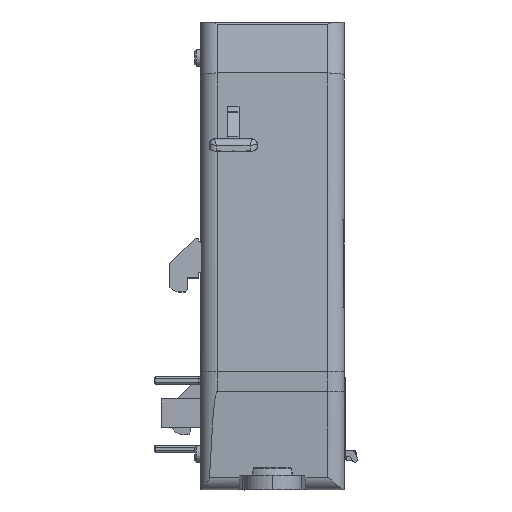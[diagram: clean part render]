
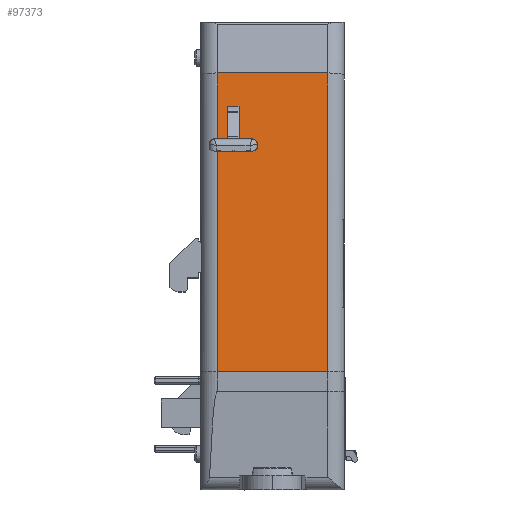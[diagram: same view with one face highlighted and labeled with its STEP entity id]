
A CAD part, front view. The second image highlights one B-rep face of the part: STEP entity #97373.
In plain terms, the highlighted planar face has unit normal (0, -0.999, 0.044).
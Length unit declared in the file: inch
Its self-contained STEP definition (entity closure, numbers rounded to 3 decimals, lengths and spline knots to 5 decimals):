
#1524 = VERTEX_POINT ( 'NONE', #19745 ) ;
#1722 = ORIENTED_EDGE ( 'NONE', *, *, #141567, .F. ) ;
#3540 = EDGE_CURVE ( 'NONE', #112947, #1524, #5237, .T. ) ;
#5237 = LINE ( 'NONE', #77720, #91609 ) ;
#10857 = DIRECTION ( 'NONE',  ( 0., -0.044, -0.999 ) ) ;
#13516 = LINE ( 'NONE', #17597, #150085 ) ;
#14161 = VERTEX_POINT ( 'NONE', #84143 ) ;
#17597 = CARTESIAN_POINT ( 'NONE',  ( 0.51828, -1.92586, -4.56957 ) ) ;
#19745 = CARTESIAN_POINT ( 'NONE',  ( -0.09629, -1.75976, -0.76539 ) ) ;
#21461 = VECTOR ( 'NONE', #136124, 39.37008 ) ;
#24211 = EDGE_CURVE ( 'NONE', #123546, #118402, #136335, .T. ) ;
#27402 = EDGE_CURVE ( 'NONE', #112947, #118402, #86246, .T. ) ;
#29266 = DIRECTION ( 'NONE',  ( 1., 0., 0. ) ) ;
#29297 = DIRECTION ( 'NONE',  ( 0., -0.044, -0.999 ) ) ;
#33441 = ORIENTED_EDGE ( 'NONE', *, *, #27402, .F. ) ;
#39892 = FACE_BOUND ( 'NONE', #47801, .T. ) ;
#42281 = CARTESIAN_POINT ( 'NONE',  ( 0.63541, -1.75976, -0.76539 ) ) ;
#43091 = ORIENTED_EDGE ( 'NONE', *, *, #63418, .T. ) ;
#46176 = VECTOR ( 'NONE', #82363, 39.37008 ) ;
#47801 = EDGE_LOOP ( 'NONE', ( #33441, #64634, #124656, #82344 ) ) ;
#48886 = CARTESIAN_POINT ( 'NONE',  ( -0.24746, -1.82827, -2.33452 ) ) ;
#58030 = VECTOR ( 'NONE', #74573, 39.37008 ) ;
#58389 = EDGE_CURVE ( 'NONE', #104839, #14161, #90452, .T. ) ;
#59193 = VECTOR ( 'NONE', #29266, 39.37008 ) ;
#60923 = EDGE_CURVE ( 'NONE', #123546, #1524, #143641, .T. ) ;
#63418 = EDGE_CURVE ( 'NONE', #14161, #133842, #114796, .T. ) ;
#64634 = ORIENTED_EDGE ( 'NONE', *, *, #3540, .T. ) ;
#65160 = CARTESIAN_POINT ( 'NONE',  ( -0.09629, -1.74776, -0.49051 ) ) ;
#70184 = AXIS2_PLACEMENT_3D ( 'NONE', #76493, #165745, #10857 ) ;
#71705 = LINE ( 'NONE', #135581, #21461 ) ;
#74573 = DIRECTION ( 'NONE',  ( -1., 0., 0. ) ) ;
#76493 = CARTESIAN_POINT ( 'NONE',  ( 0.63541, -1.92586, -4.56957 ) ) ;
#77720 = CARTESIAN_POINT ( 'NONE',  ( -0.09629, -1.92586, -4.56957 ) ) ;
#78913 = ORIENTED_EDGE ( 'NONE', *, *, #58389, .T. ) ;
#80555 = CARTESIAN_POINT ( 'NONE',  ( -0.17505, -1.75976, -0.76539 ) ) ;
#80602 = VECTOR ( 'NONE', #87658, 39.37008 ) ;
#81051 = DIRECTION ( 'NONE',  ( 0., 0.044, 0.999 ) ) ;
#82344 = ORIENTED_EDGE ( 'NONE', *, *, #24211, .T. ) ;
#82363 = DIRECTION ( 'NONE',  ( 0., 0.044, 0.999 ) ) ;
#84143 = CARTESIAN_POINT ( 'NONE',  ( -0.24746, -1.73772, -0.26054 ) ) ;
#86246 = LINE ( 'NONE', #88670, #58030 ) ;
#87658 = DIRECTION ( 'NONE',  ( 0., -0.044, -0.999 ) ) ;
#88670 = CARTESIAN_POINT ( 'NONE',  ( -0.13567, -1.74776, -0.49051 ) ) ;
#90452 = LINE ( 'NONE', #115680, #154673 ) ;
#91609 = VECTOR ( 'NONE', #29297, 39.37008 ) ;
#97373 = ADVANCED_FACE ( 'NONE', ( #112256, #39892 ), #152869, .T. ) ;
#104839 = VERTEX_POINT ( 'NONE', #165666 ) ;
#105937 = CARTESIAN_POINT ( 'NONE',  ( -0.17505, -1.74776, -0.49051 ) ) ;
#112256 = FACE_OUTER_BOUND ( 'NONE', #134449, .T. ) ;
#112947 = VERTEX_POINT ( 'NONE', #65160 ) ;
#114796 = LINE ( 'NONE', #48886, #80602 ) ;
#115680 = CARTESIAN_POINT ( 'NONE',  ( 0.63541, -1.73772, -0.26054 ) ) ;
#118402 = VERTEX_POINT ( 'NONE', #105937 ) ;
#122198 = CARTESIAN_POINT ( 'NONE',  ( 0.51828, -1.82827, -2.33452 ) ) ;
#123053 = CARTESIAN_POINT ( 'NONE',  ( -0.24746, -1.82827, -2.33452 ) ) ;
#123546 = VERTEX_POINT ( 'NONE', #80555 ) ;
#124656 = ORIENTED_EDGE ( 'NONE', *, *, #60923, .F. ) ;
#133842 = VERTEX_POINT ( 'NONE', #123053 ) ;
#134449 = EDGE_LOOP ( 'NONE', ( #1722, #166376, #78913, #43091 ) ) ;
#135581 = CARTESIAN_POINT ( 'NONE',  ( 0.63541, -1.82827, -2.33452 ) ) ;
#136124 = DIRECTION ( 'NONE',  ( -1., 0., 0. ) ) ;
#136335 = LINE ( 'NONE', #138681, #46176 ) ;
#138681 = CARTESIAN_POINT ( 'NONE',  ( -0.17505, -1.92586, -4.56957 ) ) ;
#141567 = EDGE_CURVE ( 'NONE', #146343, #133842, #71705, .T. ) ;
#142609 = DIRECTION ( 'NONE',  ( -1., 0., 0. ) ) ;
#143641 = LINE ( 'NONE', #42281, #59193 ) ;
#146343 = VERTEX_POINT ( 'NONE', #122198 ) ;
#150085 = VECTOR ( 'NONE', #81051, 39.37008 ) ;
#152869 = PLANE ( 'NONE',  #70184 ) ;
#154673 = VECTOR ( 'NONE', #142609, 39.37008 ) ;
#156745 = EDGE_CURVE ( 'NONE', #146343, #104839, #13516, .T. ) ;
#165666 = CARTESIAN_POINT ( 'NONE',  ( 0.51828, -1.73772, -0.26054 ) ) ;
#165745 = DIRECTION ( 'NONE',  ( 0., -0.999, 0.044 ) ) ;
#166376 = ORIENTED_EDGE ( 'NONE', *, *, #156745, .T. ) ;
